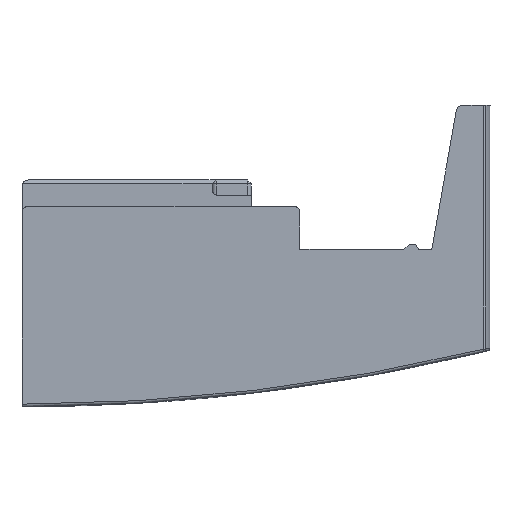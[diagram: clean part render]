
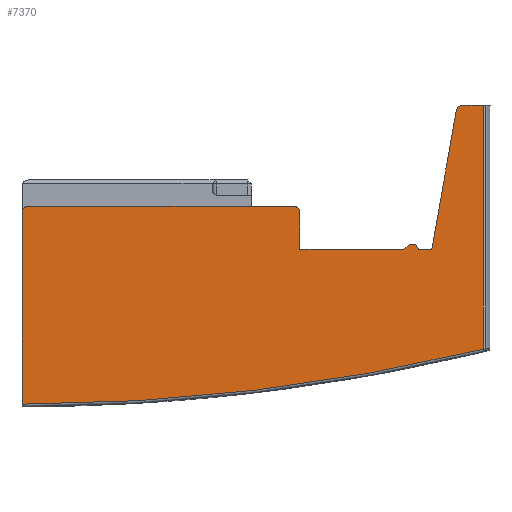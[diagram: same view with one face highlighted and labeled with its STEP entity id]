
A CAD part, left-side view. The second image highlights one B-rep face of the part: STEP entity #7370.
In plain terms, the highlighted planar face has unit normal (-1, 0, 0).
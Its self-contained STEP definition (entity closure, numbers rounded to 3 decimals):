
#21 = CARTESIAN_POINT ( 'NONE',  ( -18., -11.106, -0.503 ) ) ;
#114 = ORIENTED_EDGE ( 'NONE', *, *, #124, .F. ) ;
#124 = EDGE_CURVE ( 'NONE', #3876, #6472, #7660, .T. ) ;
#143 = VECTOR ( 'NONE', #4309, 1000. ) ;
#223 = DIRECTION ( 'NONE',  ( 0., 0., 1. ) ) ;
#268 = DIRECTION ( 'NONE',  ( -1., 0., 0. ) ) ;
#273 = LINE ( 'NONE', #3807, #7939 ) ;
#393 = VECTOR ( 'NONE', #3270, 1000. ) ;
#555 = ORIENTED_EDGE ( 'NONE', *, *, #1382, .F. ) ;
#680 = DIRECTION ( 'NONE',  ( -1., 0., 0. ) ) ;
#1021 = DIRECTION ( 'NONE',  ( 0., 1., 0. ) ) ;
#1026 = AXIS2_PLACEMENT_3D ( 'NONE', #7655, #268, #6093 ) ;
#1078 = LINE ( 'NONE', #2466, #7979 ) ;
#1088 = DIRECTION ( 'NONE',  ( 0., 1., 0. ) ) ;
#1349 = CARTESIAN_POINT ( 'NONE',  ( -18., -0.2, -35.2 ) ) ;
#1382 = EDGE_CURVE ( 'NONE', #5695, #2579, #273, .T. ) ;
#1385 = VERTEX_POINT ( 'NONE', #7099 ) ;
#1392 = EDGE_CURVE ( 'NONE', #6236, #1493, #5654, .T. ) ;
#1485 = CARTESIAN_POINT ( 'NONE',  ( -18., -0.7, -35.7 ) ) ;
#1493 = VERTEX_POINT ( 'NONE', #8377 ) ;
#1650 = CARTESIAN_POINT ( 'NONE',  ( -18., -3.5, -5.44 ) ) ;
#1654 = AXIS2_PLACEMENT_3D ( 'NONE', #8425, #2474, #1088 ) ;
#1712 = EDGE_CURVE ( 'NONE', #8953, #3034, #5447, .T. ) ;
#1818 = CARTESIAN_POINT ( 'NONE',  ( -18., -3.1, -6.171 ) ) ;
#2026 = CARTESIAN_POINT ( 'NONE',  ( -18., -3.1, -5.671 ) ) ;
#2110 = VECTOR ( 'NONE', #9174, 1000. ) ;
#2148 = CARTESIAN_POINT ( 'NONE',  ( -18., -3.5, -5.44 ) ) ;
#2179 = CARTESIAN_POINT ( 'NONE',  ( -18., -0.2, -35.2 ) ) ;
#2298 = EDGE_CURVE ( 'NONE', #3898, #7356, #9130, .T. ) ;
#2466 = CARTESIAN_POINT ( 'NONE',  ( -18., -11.106, -0.503 ) ) ;
#2474 = DIRECTION ( 'NONE',  ( -1., 0., 0. ) ) ;
#2558 = LINE ( 'NONE', #1650, #2110 ) ;
#2579 = VERTEX_POINT ( 'NONE', #6500 ) ;
#2656 = VECTOR ( 'NONE', #223, 1000. ) ;
#2731 = EDGE_CURVE ( 'NONE', #7924, #3898, #6981, .T. ) ;
#2963 = AXIS2_PLACEMENT_3D ( 'NONE', #3673, #680, #7334 ) ;
#3031 = CIRCLE ( 'NONE', #1654, 0.5 ) ;
#3034 = VERTEX_POINT ( 'NONE', #5613 ) ;
#3195 = CARTESIAN_POINT ( 'NONE',  ( -18., 0., 0. ) ) ;
#3270 = DIRECTION ( 'NONE',  ( 0., 0.707, 0.707 ) ) ;
#3385 = EDGE_CURVE ( 'NONE', #8587, #9146, #7965, .T. ) ;
#3445 = EDGE_CURVE ( 'NONE', #1493, #3876, #6210, .T. ) ;
#3673 = CARTESIAN_POINT ( 'NONE',  ( -18., 134.5, -35.7 ) ) ;
#3744 = DIRECTION ( 'NONE',  ( 0., -1., 0. ) ) ;
#3807 = CARTESIAN_POINT ( 'NONE',  ( -18., 7.5, -2.08 ) ) ;
#3823 = ORIENTED_EDGE ( 'NONE', *, *, #4745, .T. ) ;
#3876 = VERTEX_POINT ( 'NONE', #8529 ) ;
#3898 = VERTEX_POINT ( 'NONE', #8488 ) ;
#3906 = EDGE_CURVE ( 'NONE', #6472, #7329, #4248, .T. ) ;
#4036 = FACE_OUTER_BOUND ( 'NONE', #6360, .T. ) ;
#4248 = LINE ( 'NONE', #8573, #7475 ) ;
#4309 = DIRECTION ( 'NONE',  ( 0., 0., 1. ) ) ;
#4358 = CARTESIAN_POINT ( 'NONE',  ( -18., 7.087, -2.573 ) ) ;
#4376 = EDGE_CURVE ( 'NONE', #1385, #6236, #8786, .T. ) ;
#4596 = ORIENTED_EDGE ( 'NONE', *, *, #6305, .F. ) ;
#4626 = VECTOR ( 'NONE', #7988, 1000. ) ;
#4671 = ORIENTED_EDGE ( 'NONE', *, *, #3906, .F. ) ;
#4745 = EDGE_CURVE ( 'NONE', #5695, #8953, #6568, .T. ) ;
#4857 = VECTOR ( 'NONE', #7239, 1000. ) ;
#4945 = ORIENTED_EDGE ( 'NONE', *, *, #3385, .F. ) ;
#5056 = EDGE_CURVE ( 'NONE', #8587, #7924, #3031, .T. ) ;
#5096 = ORIENTED_EDGE ( 'NONE', *, *, #5056, .T. ) ;
#5143 = ORIENTED_EDGE ( 'NONE', *, *, #2298, .T. ) ;
#5236 = CIRCLE ( 'NONE', #8014, 0.5 ) ;
#5306 = CARTESIAN_POINT ( 'NONE',  ( -18., -3.5, -6.571 ) ) ;
#5447 = LINE ( 'NONE', #8201, #5724 ) ;
#5464 = ORIENTED_EDGE ( 'NONE', *, *, #1712, .T. ) ;
#5613 = CARTESIAN_POINT ( 'NONE',  ( -18., -3.5, -4.44 ) ) ;
#5654 = LINE ( 'NONE', #7883, #4857 ) ;
#5670 = AXIS2_PLACEMENT_3D ( 'NONE', #3195, #8469, #3744 ) ;
#5695 = VERTEX_POINT ( 'NONE', #8355 ) ;
#5724 = VECTOR ( 'NONE', #7457, 1000. ) ;
#6093 = DIRECTION ( 'NONE',  ( 0., 1., 0. ) ) ;
#6112 = ORIENTED_EDGE ( 'NONE', *, *, #9284, .T. ) ;
#6210 = LINE ( 'NONE', #5306, #393 ) ;
#6236 = VERTEX_POINT ( 'NONE', #8794 ) ;
#6305 = EDGE_CURVE ( 'NONE', #7329, #3034, #2558, .T. ) ;
#6360 = EDGE_LOOP ( 'NONE', ( #555, #3823, #5464, #4596, #4671, #114, #7806, #6996, #6826, #6112, #4945, #5096, #7623, #5143, #8233 ) ) ;
#6375 = EDGE_CURVE ( 'NONE', #7356, #2579, #1078, .T. ) ;
#6401 = DIRECTION ( 'NONE',  ( -1., 0., 0. ) ) ;
#6472 = VERTEX_POINT ( 'NONE', #2026 ) ;
#6500 = CARTESIAN_POINT ( 'NONE',  ( -18., 7.5, -0.503 ) ) ;
#6568 = CIRCLE ( 'NONE', #1026, 0.5 ) ;
#6826 = ORIENTED_EDGE ( 'NONE', *, *, #4376, .F. ) ;
#6957 = PLANE ( 'NONE',  #5670 ) ;
#6981 = LINE ( 'NONE', #8449, #4626 ) ;
#6996 = ORIENTED_EDGE ( 'NONE', *, *, #1392, .F. ) ;
#7020 = VECTOR ( 'NONE', #8831, 1000. ) ;
#7065 = DIRECTION ( 'NONE',  ( 0., -0.866, 0.5 ) ) ;
#7076 = CARTESIAN_POINT ( 'NONE',  ( -18., -0.2, -15. ) ) ;
#7099 = CARTESIAN_POINT ( 'NONE',  ( -18., -0.7, -14.5 ) ) ;
#7239 = DIRECTION ( 'NONE',  ( 0., 0., 1. ) ) ;
#7280 = CARTESIAN_POINT ( 'NONE',  ( -18., -0.7, -14.5 ) ) ;
#7329 = VERTEX_POINT ( 'NONE', #2148 ) ;
#7334 = DIRECTION ( 'NONE',  ( 0., -1., 0. ) ) ;
#7356 = VERTEX_POINT ( 'NONE', #21 ) ;
#7370 = ADVANCED_FACE ( 'NONE', ( #4036 ), #6957, .T. ) ;
#7447 = DIRECTION ( 'NONE',  ( 0., 0., 1. ) ) ;
#7457 = DIRECTION ( 'NONE',  ( 0., -0.985, -0.174 ) ) ;
#7475 = VECTOR ( 'NONE', #7065, 1000. ) ;
#7623 = ORIENTED_EDGE ( 'NONE', *, *, #2731, .T. ) ;
#7655 = CARTESIAN_POINT ( 'NONE',  ( -18., 7., -2.08 ) ) ;
#7660 = LINE ( 'NONE', #1818, #2656 ) ;
#7806 = ORIENTED_EDGE ( 'NONE', *, *, #3445, .F. ) ;
#7883 = CARTESIAN_POINT ( 'NONE',  ( -18., -3.5, -14.5 ) ) ;
#7924 = VERTEX_POINT ( 'NONE', #1485 ) ;
#7939 = VECTOR ( 'NONE', #9102, 1000. ) ;
#7965 = LINE ( 'NONE', #1349, #143 ) ;
#7979 = VECTOR ( 'NONE', #1021, 1000. ) ;
#7988 = DIRECTION ( 'NONE',  ( 0., -1., 0. ) ) ;
#8014 = AXIS2_PLACEMENT_3D ( 'NONE', #8193, #6401, #7447 ) ;
#8193 = CARTESIAN_POINT ( 'NONE',  ( -18., -0.7, -15. ) ) ;
#8201 = CARTESIAN_POINT ( 'NONE',  ( -18., 7.087, -2.573 ) ) ;
#8233 = ORIENTED_EDGE ( 'NONE', *, *, #6375, .T. ) ;
#8355 = CARTESIAN_POINT ( 'NONE',  ( -18., 7.5, -2.08 ) ) ;
#8377 = CARTESIAN_POINT ( 'NONE',  ( -18., -3.5, -6.571 ) ) ;
#8425 = CARTESIAN_POINT ( 'NONE',  ( -18., -0.7, -35.2 ) ) ;
#8449 = CARTESIAN_POINT ( 'NONE',  ( -18., -0.7, -35.7 ) ) ;
#8469 = DIRECTION ( 'NONE',  ( -1., 0., 0. ) ) ;
#8488 = CARTESIAN_POINT ( 'NONE',  ( -18., -15.3, -35.7 ) ) ;
#8529 = CARTESIAN_POINT ( 'NONE',  ( -18., -3.1, -6.171 ) ) ;
#8573 = CARTESIAN_POINT ( 'NONE',  ( -18., -3.1, -5.671 ) ) ;
#8587 = VERTEX_POINT ( 'NONE', #2179 ) ;
#8786 = LINE ( 'NONE', #7280, #7020 ) ;
#8794 = CARTESIAN_POINT ( 'NONE',  ( -18., -3.5, -14.5 ) ) ;
#8831 = DIRECTION ( 'NONE',  ( 0., -1., 0. ) ) ;
#8953 = VERTEX_POINT ( 'NONE', #4358 ) ;
#9102 = DIRECTION ( 'NONE',  ( 0., 0., 1. ) ) ;
#9130 = CIRCLE ( 'NONE', #2963, 149.8 ) ;
#9146 = VERTEX_POINT ( 'NONE', #7076 ) ;
#9174 = DIRECTION ( 'NONE',  ( 0., 0., 1. ) ) ;
#9284 = EDGE_CURVE ( 'NONE', #1385, #9146, #5236, .T. ) ;
